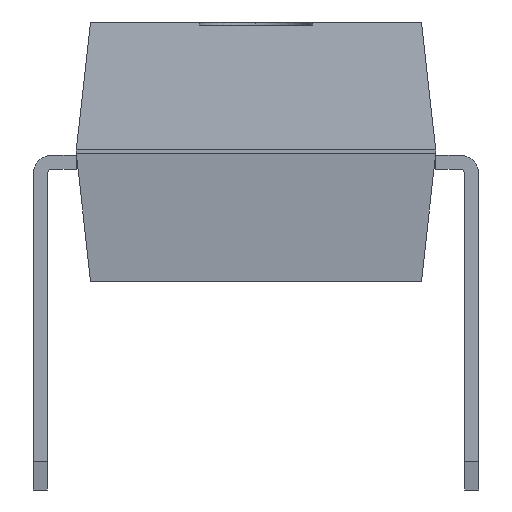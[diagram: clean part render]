
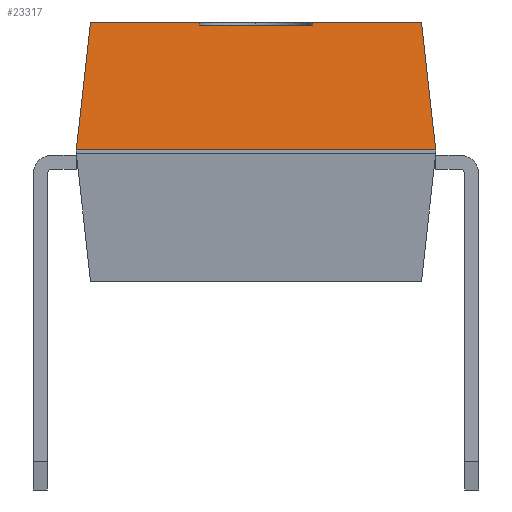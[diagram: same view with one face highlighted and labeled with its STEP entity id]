
A CAD part, left-side view. The second image highlights one B-rep face of the part: STEP entity #23317.
In plain terms, the highlighted planar face has unit normal (-0.994, 0, 0.11).
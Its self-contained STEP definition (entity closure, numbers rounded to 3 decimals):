
#510 = LINE ( 'NONE', #27346, #10762 ) ;
#540 = ORIENTED_EDGE ( 'NONE', *, *, #2604, .F. ) ;
#741 = LINE ( 'NONE', #6684, #20790 ) ;
#981 = ORIENTED_EDGE ( 'NONE', *, *, #13515, .F. ) ;
#1717 = PLANE ( 'NONE',  #13440 ) ;
#2333 = VECTOR ( 'NONE', #12884, 1000. ) ;
#2408 = CARTESIAN_POINT ( 'NONE',  ( -12.45, -1., 5.08 ) ) ;
#2539 = CARTESIAN_POINT ( 'NONE',  ( -12.7, 3.175, 2.83 ) ) ;
#2604 = EDGE_CURVE ( 'NONE', #18434, #14958, #4618, .T. ) ;
#2689 = VERTEX_POINT ( 'NONE', #18835 ) ;
#3820 = EDGE_CURVE ( 'NONE', #18434, #32833, #15630, .T. ) ;
#4016 = EDGE_CURVE ( 'NONE', #24360, #2689, #510, .T. ) ;
#4149 = ORIENTED_EDGE ( 'NONE', *, *, #12019, .F. ) ;
#4618 = LINE ( 'NONE', #23173, #26879 ) ;
#4776 = CARTESIAN_POINT ( 'NONE',  ( -12.456, 0., 5.03 ) ) ;
#6684 = CARTESIAN_POINT ( 'NONE',  ( -12.3, 2.775, 6.43 ) ) ;
#6892 = LINE ( 'NONE', #4776, #22799 ) ;
#7088 =( BOUNDED_CURVE ( )  B_SPLINE_CURVE ( 3, ( #18147, #33713, #23348, #22838 ),
 .UNSPECIFIED., .F., .F. ) 
 B_SPLINE_CURVE_WITH_KNOTS ( ( 4, 4 ),
 ( 1.571, 1.576 ),
 .UNSPECIFIED. ) 
 CURVE ( )  GEOMETRIC_REPRESENTATION_ITEM ( )  RATIONAL_B_SPLINE_CURVE ( ( 1., 1., 1., 1. ) ) 
 REPRESENTATION_ITEM ( '' )  );
#7480 = FACE_OUTER_BOUND ( 'NONE', #8030, .T. ) ;
#8030 = EDGE_LOOP ( 'NONE', ( #33813, #33241, #19047, #540, #8278, #981, #4149, #9789 ) ) ;
#8278 = ORIENTED_EDGE ( 'NONE', *, *, #3820, .T. ) ;
#9789 = ORIENTED_EDGE ( 'NONE', *, *, #22767, .T. ) ;
#9906 = CARTESIAN_POINT ( 'NONE',  ( -12.45, 2.925, 5.08 ) ) ;
#10187 = DIRECTION ( 'NONE',  ( 0., 1., 0. ) ) ;
#10762 = VECTOR ( 'NONE', #22053, 1000. ) ;
#11897 = DIRECTION ( 'NONE',  ( -0.11, 0.11, -0.988 ) ) ;
#12019 = EDGE_CURVE ( 'NONE', #32296, #25784, #26058, .T. ) ;
#12583 = VERTEX_POINT ( 'NONE', #20772 ) ;
#12884 = DIRECTION ( 'NONE',  ( 0.11, 0.11, 0.988 ) ) ;
#13440 = AXIS2_PLACEMENT_3D ( 'NONE', #31009, #17882, #25819 ) ;
#13515 = EDGE_CURVE ( 'NONE', #25784, #32833, #26544, .T. ) ;
#14958 = VERTEX_POINT ( 'NONE', #2539 ) ;
#15630 = LINE ( 'NONE', #29127, #2333 ) ;
#15813 = CARTESIAN_POINT ( 'NONE',  ( -12.456, -1., 5.03 ) ) ;
#16458 = CARTESIAN_POINT ( 'NONE',  ( -12.454, -1., 5.047 ) ) ;
#17882 = DIRECTION ( 'NONE',  ( -0.994, 0., 0.11 ) ) ;
#18147 = CARTESIAN_POINT ( 'NONE',  ( -12.45, 1., 5.08 ) ) ;
#18414 = CARTESIAN_POINT ( 'NONE',  ( -12.456, -1., 5.03 ) ) ;
#18434 = VERTEX_POINT ( 'NONE', #29963 ) ;
#18835 = CARTESIAN_POINT ( 'NONE',  ( -12.45, 1., 5.08 ) ) ;
#19047 = ORIENTED_EDGE ( 'NONE', *, *, #25738, .T. ) ;
#20772 = CARTESIAN_POINT ( 'NONE',  ( -12.456, 1., 5.03 ) ) ;
#20790 = VECTOR ( 'NONE', #11897, 1000. ) ;
#21055 = CARTESIAN_POINT ( 'NONE',  ( -12.45, -3.175, 5.08 ) ) ;
#22053 = DIRECTION ( 'NONE',  ( 0., -1., 0. ) ) ;
#22767 = EDGE_CURVE ( 'NONE', #32296, #12583, #6892, .T. ) ;
#22799 = VECTOR ( 'NONE', #10187, 1000. ) ;
#22838 = CARTESIAN_POINT ( 'NONE',  ( -12.456, 1., 5.03 ) ) ;
#23173 = CARTESIAN_POINT ( 'NONE',  ( -12.7, 3.175, 2.83 ) ) ;
#23317 = ADVANCED_FACE ( 'NONE', ( #7480 ), #1717, .T. ) ;
#23348 = CARTESIAN_POINT ( 'NONE',  ( -12.454, 1., 5.047 ) ) ;
#24217 = CARTESIAN_POINT ( 'NONE',  ( -12.45, -2.925, 5.08 ) ) ;
#24269 = CARTESIAN_POINT ( 'NONE',  ( -12.452, -1., 5.063 ) ) ;
#24360 = VERTEX_POINT ( 'NONE', #9906 ) ;
#25738 = EDGE_CURVE ( 'NONE', #24360, #14958, #741, .T. ) ;
#25784 = VERTEX_POINT ( 'NONE', #27197 ) ;
#25819 = DIRECTION ( 'NONE',  ( 0., 1., 0. ) ) ;
#26058 =( BOUNDED_CURVE ( )  B_SPLINE_CURVE ( 3, ( #18414, #16458, #24269, #2408 ),
 .UNSPECIFIED., .F., .T. ) 
 B_SPLINE_CURVE_WITH_KNOTS ( ( 4, 4 ),
 ( 4.707, 4.712 ),
 .UNSPECIFIED. ) 
 CURVE ( )  GEOMETRIC_REPRESENTATION_ITEM ( )  RATIONAL_B_SPLINE_CURVE ( ( 1., 1., 1., 1. ) ) 
 REPRESENTATION_ITEM ( '' )  );
#26368 = DIRECTION ( 'NONE',  ( 0., -1., 0. ) ) ;
#26544 = LINE ( 'NONE', #21055, #29412 ) ;
#26879 = VECTOR ( 'NONE', #30766, 1000. ) ;
#27197 = CARTESIAN_POINT ( 'NONE',  ( -12.45, -1., 5.08 ) ) ;
#27346 = CARTESIAN_POINT ( 'NONE',  ( -12.45, -3.175, 5.08 ) ) ;
#28901 = EDGE_CURVE ( 'NONE', #2689, #12583, #7088, .T. ) ;
#29127 = CARTESIAN_POINT ( 'NONE',  ( -12.3, -2.775, 6.43 ) ) ;
#29412 = VECTOR ( 'NONE', #26368, 1000. ) ;
#29963 = CARTESIAN_POINT ( 'NONE',  ( -12.7, -3.175, 2.83 ) ) ;
#30766 = DIRECTION ( 'NONE',  ( 0., 1., 0. ) ) ;
#31009 = CARTESIAN_POINT ( 'NONE',  ( -12.45, 0., 5.08 ) ) ;
#32296 = VERTEX_POINT ( 'NONE', #15813 ) ;
#32833 = VERTEX_POINT ( 'NONE', #24217 ) ;
#33241 = ORIENTED_EDGE ( 'NONE', *, *, #4016, .F. ) ;
#33713 = CARTESIAN_POINT ( 'NONE',  ( -12.452, 1., 5.063 ) ) ;
#33813 = ORIENTED_EDGE ( 'NONE', *, *, #28901, .F. ) ;
